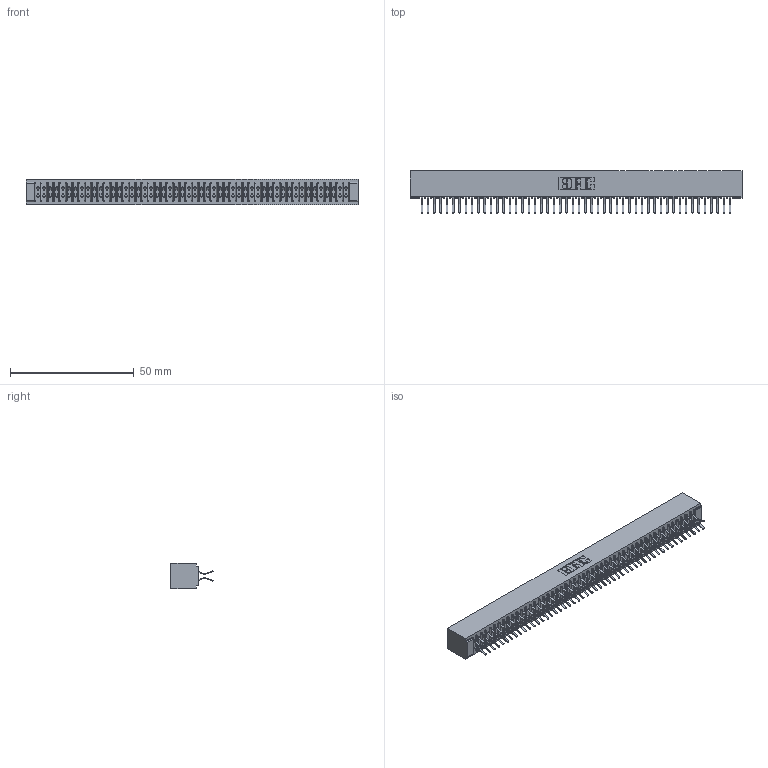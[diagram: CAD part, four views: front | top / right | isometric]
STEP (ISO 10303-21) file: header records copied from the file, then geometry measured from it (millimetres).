
FILE_DESCRIPTION (( 'STEP AP203' ), '1' );
FILE_NAME ('391-100-556-201.STEP', '2018-08-09T19:37:12', ( '' ), ( '' ), 'SwSTEP 2.0', 'SolidWorks 2016', '' );
FILE_SCHEMA (( 'CONFIG_CONTROL_DESIGN' ));
Length unit declared in the file: inch
Products named in the file (3): 341 Part_No Mounting Lugs; 341-292-001_341-292-156; 391-100-556-201
Assembly tree (101 placements, depth 2):
  391-100-556-201
    341 Part_No Mounting Lugs
    341-292-001_341-292-156  x100
Bounding box: 133.99 x 17.07 x 10.16 mm (x, y, z)
Volume: 10168.9 mm3; surface area: 19204.9 mm2
Topology: 101 solids, 101 shells, 7108 faces, 20642 edges, 13390 vertices
Faces by surface type: plane 4064, cylinder 2844, sphere 102, torus 98
Entity records: 59307 total; most frequent: CARTESIAN_POINT 9858, ORIENTED_EDGE 9796, DIRECTION 9564, EDGE_CURVE 4898, LINE 3964, VECTOR 3964, VERTEX_POINT 3094, AXIS2_PLACEMENT_3D 2800
